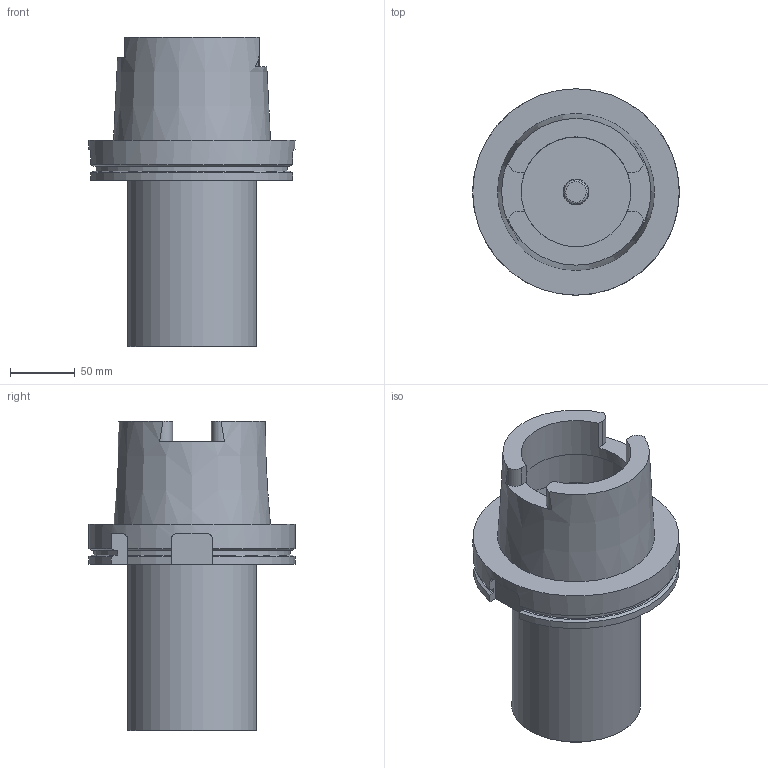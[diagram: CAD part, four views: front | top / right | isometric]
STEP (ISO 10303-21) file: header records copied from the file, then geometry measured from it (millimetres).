
FILE_DESCRIPTION(/* description */ (''),/* implementation_level */ '2;1');
FILE_NAME(/* name */ '7021_1_3D.STP',/* time_stamp */ '2023-01-18T08:50:21+01:00',/* author */ (''),/* organization */ ('SMS'),/* preprocessor_version */ 'ST-DEVELOPER v16.7',/* originating_system */ 'SIEMENS PLM Software NX 12.0',/* authorisation */ '');
FILE_SCHEMA (('AUTOMOTIVE_DESIGN { 1 0 10303 214 3 1 1 1 }'));
Length unit declared in the file: millimetre
Products named in the file (1): 7021_1_3D
Bounding box: 159.92 x 159.92 x 239.9 mm (x, y, z)
Volume: 1838082.5 mm3; surface area: 156948.9 mm2
Topology: 1 solids, 1 shells, 66 faces, 178 edges, 117 vertices
Faces by surface type: plane 32, cylinder 21, cone 10, torus 3
Full cylindrical faces by diameter (mm): 20 x1, 85.07 x2, 100 x1, 100.11 x1, 159.92 x1
Entity records: 2099 total; most frequent: CARTESIAN_POINT 471, DIRECTION 336, ORIENTED_EDGE 318, EDGE_CURVE 159, AXIS2_PLACEMENT_3D 130, VERTEX_POINT 111, EDGE_LOOP 82, LINE 76
